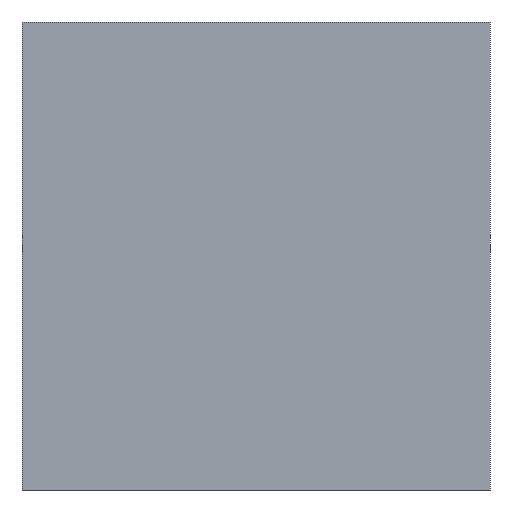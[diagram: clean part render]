
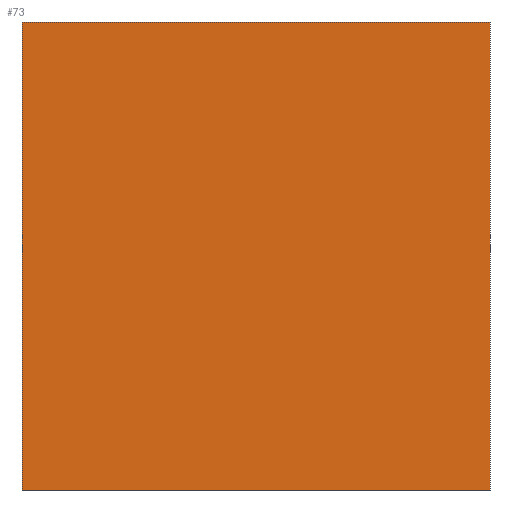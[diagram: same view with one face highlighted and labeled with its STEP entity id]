
A CAD part, left-side view. The second image highlights one B-rep face of the part: STEP entity #73.
In plain terms, the highlighted planar face has unit normal (-1, 0, 0).
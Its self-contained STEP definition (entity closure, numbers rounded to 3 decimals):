
#8 = VERTEX_POINT ( 'NONE', #185 ) ;
#9 = CARTESIAN_POINT ( 'NONE',  ( 142.354, 27.179, 12.5 ) ) ;
#10 = CARTESIAN_POINT ( 'NONE',  ( 142.354, 33.429, 0. ) ) ;
#19 = LINE ( 'NONE', #29, #71 ) ;
#28 = DIRECTION ( 'NONE',  ( 0., 0., -1. ) ) ;
#29 = CARTESIAN_POINT ( 'NONE',  ( 142.354, 27.179, 12.5 ) ) ;
#33 = CARTESIAN_POINT ( 'NONE',  ( 142.354, 27.179, 0. ) ) ;
#35 = ORIENTED_EDGE ( 'NONE', *, *, #219, .T. ) ;
#51 = LINE ( 'NONE', #144, #200 ) ;
#63 = FACE_OUTER_BOUND ( 'NONE', #93, .T. ) ;
#71 = VECTOR ( 'NONE', #86, 1000. ) ;
#73 = ADVANCED_FACE ( 'NONE', ( #63 ), #174, .F. ) ;
#83 = CARTESIAN_POINT ( 'NONE',  ( 142.354, 33.429, 12.5 ) ) ;
#84 = VERTEX_POINT ( 'NONE', #191 ) ;
#86 = DIRECTION ( 'NONE',  ( 0., -1., 0. ) ) ;
#89 = ORIENTED_EDGE ( 'NONE', *, *, #233, .F. ) ;
#93 = EDGE_LOOP ( 'NONE', ( #35, #89, #211, #178 ) ) ;
#94 = VECTOR ( 'NONE', #28, 1000. ) ;
#103 = DIRECTION ( 'NONE',  ( 1., 0., 0. ) ) ;
#104 = CARTESIAN_POINT ( 'NONE',  ( 142.354, 39.679, 12.5 ) ) ;
#109 = VECTOR ( 'NONE', #127, 1000. ) ;
#126 = AXIS2_PLACEMENT_3D ( 'NONE', #83, #103, #160 ) ;
#127 = DIRECTION ( 'NONE',  ( 0., -1., 0. ) ) ;
#144 = CARTESIAN_POINT ( 'NONE',  ( 142.354, 39.679, 12.5 ) ) ;
#146 = EDGE_CURVE ( 'NONE', #218, #84, #19, .T. ) ;
#160 = DIRECTION ( 'NONE',  ( 0., 0., -1. ) ) ;
#172 = LINE ( 'NONE', #10, #109 ) ;
#174 = PLANE ( 'NONE',  #126 ) ;
#178 = ORIENTED_EDGE ( 'NONE', *, *, #239, .T. ) ;
#182 = LINE ( 'NONE', #9, #94 ) ;
#185 = CARTESIAN_POINT ( 'NONE',  ( 142.354, 39.679, 0. ) ) ;
#191 = CARTESIAN_POINT ( 'NONE',  ( 142.354, 27.179, 12.5 ) ) ;
#196 = DIRECTION ( 'NONE',  ( 0., 0., -1. ) ) ;
#200 = VECTOR ( 'NONE', #196, 1000. ) ;
#211 = ORIENTED_EDGE ( 'NONE', *, *, #146, .F. ) ;
#218 = VERTEX_POINT ( 'NONE', #104 ) ;
#219 = EDGE_CURVE ( 'NONE', #8, #222, #172, .T. ) ;
#222 = VERTEX_POINT ( 'NONE', #33 ) ;
#233 = EDGE_CURVE ( 'NONE', #84, #222, #182, .T. ) ;
#239 = EDGE_CURVE ( 'NONE', #218, #8, #51, .T. ) ;
